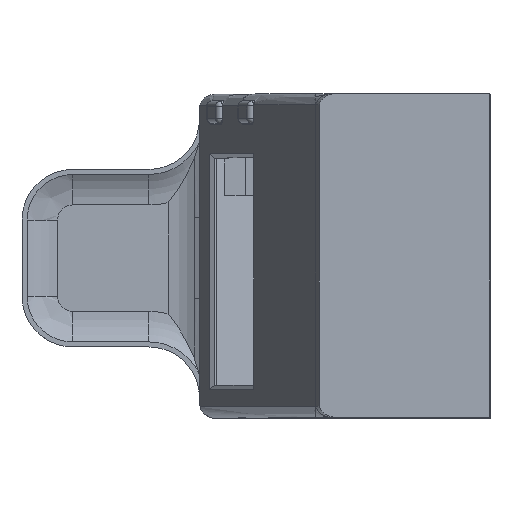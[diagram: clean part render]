
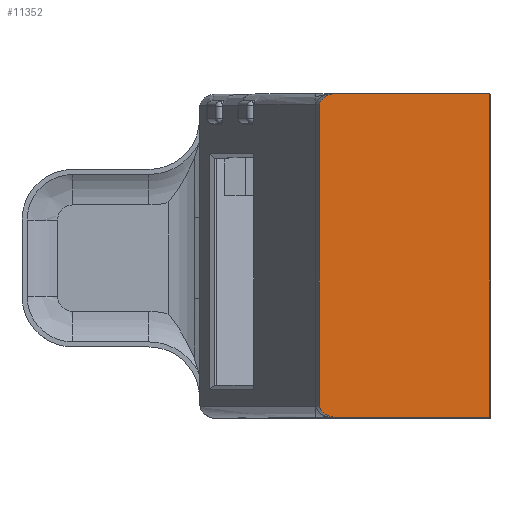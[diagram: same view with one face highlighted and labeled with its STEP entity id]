
A CAD part, top view. The second image highlights one B-rep face of the part: STEP entity #11352.
In plain terms, the highlighted planar face has unit normal (0, 0, 1).
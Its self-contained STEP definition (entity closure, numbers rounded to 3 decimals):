
#51=ELLIPSE('',#12305,3.397,3.);
#53=ELLIPSE('',#12307,3.397,3.);
#986=PLANE('',#12308);
#1420=FACE_OUTER_BOUND('',#2110,.T.);
#2110=EDGE_LOOP('',(#9267,#9268,#9269,#9270,#9271,#9272));
#3382=LINE('',#17566,#4331);
#3383=LINE('',#17569,#4332);
#3388=LINE('',#17578,#4337);
#3391=LINE('',#17602,#4340);
#4331=VECTOR('',#14522,10.);
#4332=VECTOR('',#14525,10.);
#4337=VECTOR('',#14532,10.);
#4340=VECTOR('',#14545,10.);
#5288=VERTEX_POINT('',#17559);
#5291=VERTEX_POINT('',#17564);
#5292=VERTEX_POINT('',#17568);
#5295=VERTEX_POINT('',#17576);
#5297=VERTEX_POINT('',#17587);
#5299=VERTEX_POINT('',#17598);
#6703=EDGE_CURVE('',#5291,#5288,#3382,.T.);
#6704=EDGE_CURVE('',#5292,#5288,#3383,.T.);
#6709=EDGE_CURVE('',#5295,#5291,#3388,.T.);
#6712=EDGE_CURVE('',#5295,#5297,#51,.T.);
#6714=EDGE_CURVE('',#5299,#5292,#53,.T.);
#6716=EDGE_CURVE('',#5297,#5299,#3391,.T.);
#9267=ORIENTED_EDGE('',*,*,#6704,.T.);
#9268=ORIENTED_EDGE('',*,*,#6703,.F.);
#9269=ORIENTED_EDGE('',*,*,#6709,.F.);
#9270=ORIENTED_EDGE('',*,*,#6712,.T.);
#9271=ORIENTED_EDGE('',*,*,#6716,.T.);
#9272=ORIENTED_EDGE('',*,*,#6714,.T.);
#11352=ADVANCED_FACE('',(#1420),#986,.T.);
#12305=AXIS2_PLACEMENT_3D('',#17589,#14536,#14537);
#12307=AXIS2_PLACEMENT_3D('',#17599,#14540,#14541);
#12308=AXIS2_PLACEMENT_3D('',#17601,#14543,#14544);
#14522=DIRECTION('',(0.,-1.,0.));
#14525=DIRECTION('',(1.,0.,0.));
#14532=DIRECTION('',(1.,0.,0.));
#14536=DIRECTION('center_axis',(0.,0.,1.));
#14537=DIRECTION('ref_axis',(-1.,0.,0.));
#14540=DIRECTION('center_axis',(0.,0.,1.));
#14541=DIRECTION('ref_axis',(-1.,0.,0.));
#14543=DIRECTION('center_axis',(0.,0.,1.));
#14544=DIRECTION('ref_axis',(-1.,0.,0.));
#14545=DIRECTION('',(0.,-1.,0.));
#17559=CARTESIAN_POINT('',(46.,-31.576,74.644));
#17564=CARTESIAN_POINT('',(46.,32.224,74.644));
#17566=CARTESIAN_POINT('',(46.,-10.1,74.644));
#17568=CARTESIAN_POINT('',(15.594,-31.576,74.644));
#17569=CARTESIAN_POINT('',(11.599,-31.576,74.644));
#17576=CARTESIAN_POINT('',(15.594,32.224,74.644));
#17578=CARTESIAN_POINT('',(36.,32.224,74.644));
#17587=CARTESIAN_POINT('',(12.327,30.047,74.644));
#17589=CARTESIAN_POINT('Origin',(15.594,29.224,74.644));
#17598=CARTESIAN_POINT('',(12.327,-29.399,74.644));
#17599=CARTESIAN_POINT('Origin',(15.594,-28.576,74.644));
#17601=CARTESIAN_POINT('Origin',(23.799,0.324,74.644));
#17602=CARTESIAN_POINT('',(12.327,16.274,74.644));
